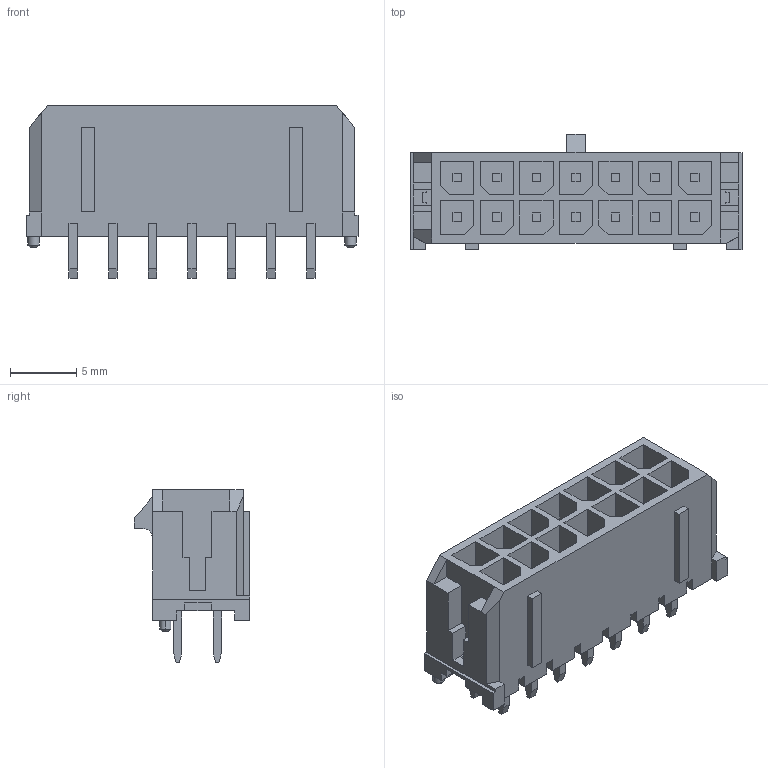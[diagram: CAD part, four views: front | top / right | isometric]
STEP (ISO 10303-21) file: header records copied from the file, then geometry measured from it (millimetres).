
FILE_DESCRIPTION((''),'2;1');
FILE_NAME('430451428','2016-02-03T',('me'),(''),'PRO/ENGINEER BY PARAMETRIC TECHNOLOGY CORPORATION, 2011490','PRO/ENGINEER BY PARAMETRIC TECHNOLOGY CORPORATION, 2011490','');
FILE_SCHEMA(('CONFIG_CONTROL_DESIGN'));
Length unit declared in the file: millimetre
Products named in the file (1): 430451428
Bounding box: 25.15 x 8.77 x 13.09 mm (x, y, z)
Volume: 999.6 mm3; surface area: 2279.3 mm2
Topology: 1 solids, 1 shells, 457 faces, 1197 edges, 780 vertices
Faces by surface type: plane 448, cylinder 5, cone 4
Entity records: 13708 total; most frequent: CARTESIAN_POINT 2427, ORIENTED_EDGE 2386, DIRECTION 2127, EDGE_CURVE 1193, VECTOR 1183, LINE 1183, VERTEX_POINT 772, EDGE_LOOP 491
